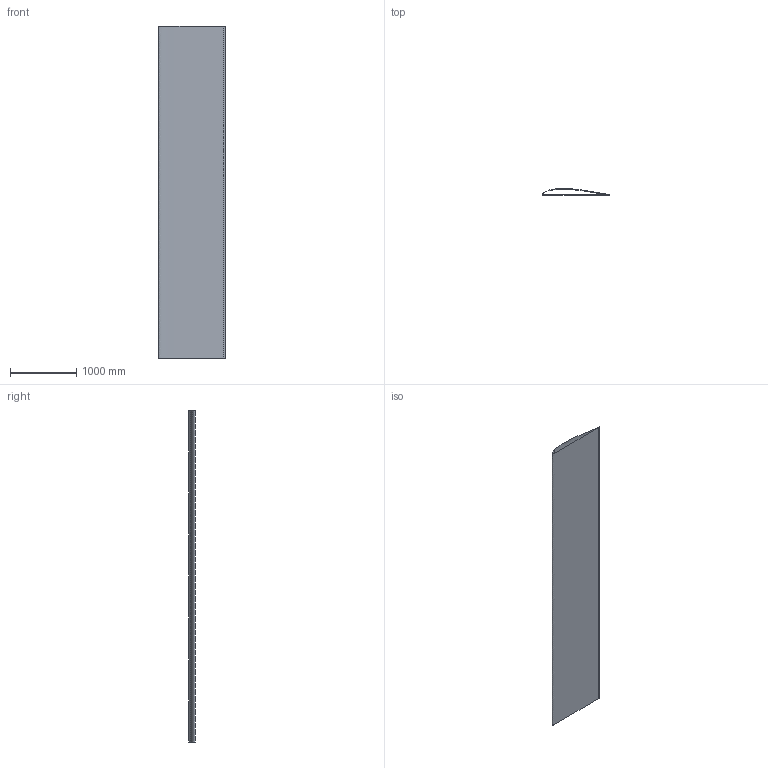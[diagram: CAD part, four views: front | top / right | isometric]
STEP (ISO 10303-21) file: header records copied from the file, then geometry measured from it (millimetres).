
FILE_DESCRIPTION(('CATIA V5 STEP Exchange'),'2;1');
FILE_NAME('UAV_Airfoil_001.stp','2020-07-01T15:56:13+00:00',('none'),('none'),'CATIA Version 5 Release 19 GA (IN-10)','CATIA V5 STEP AP203','none');
FILE_SCHEMA(('CONFIG_CONTROL_DESIGN'));
Length unit declared in the file: millimetre
Products named in the file (1): 后起落架（左侧）
Bounding box: 999.99 x 96.04 x 5000 mm (x, y, z)
Surface area: 10207028 mm2 (no closed solid volume)
Topology: 0 solids, 1 shells, 5 faces, 20 edges, 16 vertices
Faces by surface type: extrusion 5
Entity records: 3895 total; most frequent: CARTESIAN_POINT 3722, ORIENTED_EDGE 20, B_SPLINE_CURVE_WITH_KNOTS 20, EDGE_CURVE 15, DIRECTION 10, VECTOR 10, VERTEX_POINT 10, COMPOSITE_CURVE_SEGMENT 5
